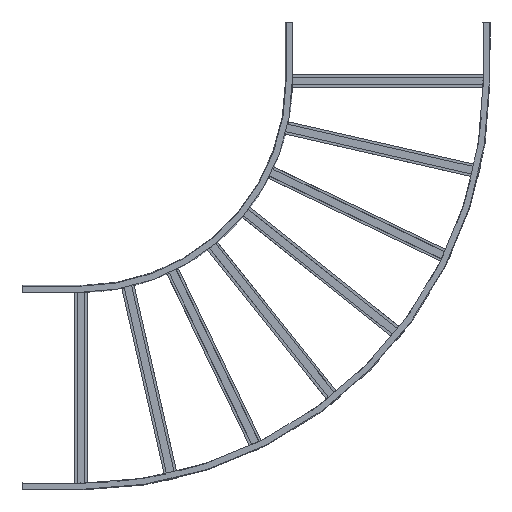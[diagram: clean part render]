
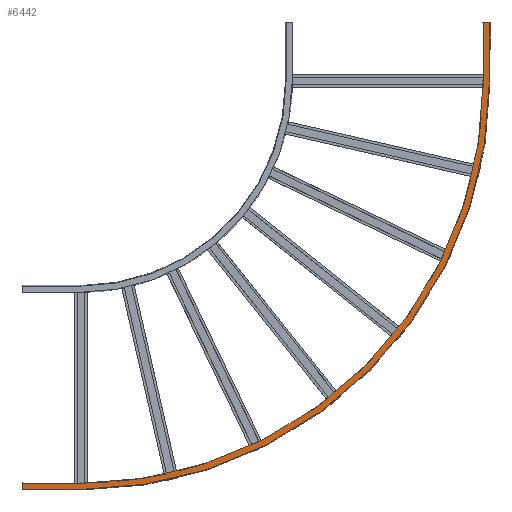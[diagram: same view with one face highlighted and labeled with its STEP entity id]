
A CAD part, front view. The second image highlights one B-rep face of the part: STEP entity #6442.
In plain terms, the highlighted planar face has unit normal (0, -1, 0).
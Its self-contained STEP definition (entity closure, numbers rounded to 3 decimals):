
#278 = DIRECTION ( 'NONE',  ( -1., 0., 0. ) ) ;
#280 = CARTESIAN_POINT ( 'NONE',  ( -600., -42.93, -1353.2 ) ) ;
#283 = CARTESIAN_POINT ( 'NONE',  ( -773., -42.93, -1371.2 ) ) ;
#288 = DIRECTION ( 'NONE',  ( 0., 0., 1. ) ) ;
#289 = CARTESIAN_POINT ( 'NONE',  ( 598.2, -42.93, -173. ) ) ;
#290 = DIRECTION ( 'NONE',  ( 0., 0., 1. ) ) ;
#291 = CARTESIAN_POINT ( 'NONE',  ( 598.2, -42.93, 0. ) ) ;
#292 = DIRECTION ( 'NONE',  ( -1., 0., 0. ) ) ;
#293 = CARTESIAN_POINT ( 'NONE',  ( 580.2, -42.93, -173. ) ) ;
#295 = DIRECTION ( 'NONE',  ( 0., 0., 1. ) ) ;
#558 = FACE_OUTER_BOUND ( 'NONE', #6766, .T. ) ;
#1070 = CIRCLE ( 'NONE', #1420, 1180.2 ) ;
#1129 = CARTESIAN_POINT ( 'NONE',  ( -600., -42.93, -1371.2 ) ) ;
#1133 = PLANE ( 'NONE',  #4310 ) ;
#1135 = DIRECTION ( 'NONE',  ( 0., -1., 0. ) ) ;
#1136 = DIRECTION ( 'NONE',  ( 1., 0., 0. ) ) ;
#1420 = AXIS2_PLACEMENT_3D ( 'NONE', #5568, #5569, #5570 ) ;
#1445 = AXIS2_PLACEMENT_3D ( 'NONE', #6081, #6082, #6083 ) ;
#1796 = CARTESIAN_POINT ( 'NONE',  ( -600., -42.93, -1371.2 ) ) ;
#1805 = CARTESIAN_POINT ( 'NONE',  ( -600., -42.93, -1353.2 ) ) ;
#1808 = CARTESIAN_POINT ( 'NONE',  ( -773., -42.93, -1371.2 ) ) ;
#1810 = CARTESIAN_POINT ( 'NONE',  ( 580.2, -42.93, -173. ) ) ;
#1811 = CARTESIAN_POINT ( 'NONE',  ( 598.2, -42.93, -173. ) ) ;
#1832 = CARTESIAN_POINT ( 'NONE',  ( -773., -42.93, -1353.2 ) ) ;
#1841 = CARTESIAN_POINT ( 'NONE',  ( 598.2, -42.93, 0. ) ) ;
#1844 = CARTESIAN_POINT ( 'NONE',  ( 580.2, -42.93, 0. ) ) ;
#2280 = ORIENTED_EDGE ( 'NONE', *, *, #2737, .F. ) ;
#2281 = ORIENTED_EDGE ( 'NONE', *, *, #8143, .F. ) ;
#2282 = ORIENTED_EDGE ( 'NONE', *, *, #8140, .T. ) ;
#2283 = ORIENTED_EDGE ( 'NONE', *, *, #2738, .T. ) ;
#2284 = ORIENTED_EDGE ( 'NONE', *, *, #2739, .T. ) ;
#2285 = ORIENTED_EDGE ( 'NONE', *, *, #2740, .F. ) ;
#2286 = ORIENTED_EDGE ( 'NONE', *, *, #8045, .F. ) ;
#2287 = ORIENTED_EDGE ( 'NONE', *, *, #2736, .T. ) ;
#2736 = EDGE_CURVE ( 'NONE', #6994, #7021, #3211, .T. ) ;
#2737 = EDGE_CURVE ( 'NONE', #6997, #7021, #3207, .T. ) ;
#2738 = EDGE_CURVE ( 'NONE', #7000, #7030, #3214, .T. ) ;
#2739 = EDGE_CURVE ( 'NONE', #7030, #7033, #3216, .T. ) ;
#2740 = EDGE_CURVE ( 'NONE', #6999, #7033, #3218, .T. ) ;
#3207 = LINE ( 'NONE', #283, #3215 ) ;
#3211 = LINE ( 'NONE', #280, #3213 ) ;
#3213 = VECTOR ( 'NONE', #278, 1000. ) ;
#3214 = LINE ( 'NONE', #289, #3217 ) ;
#3215 = VECTOR ( 'NONE', #288, 1000. ) ;
#3216 = LINE ( 'NONE', #291, #3219 ) ;
#3217 = VECTOR ( 'NONE', #290, 1000. ) ;
#3218 = LINE ( 'NONE', #293, #3221 ) ;
#3219 = VECTOR ( 'NONE', #292, 1000. ) ;
#3221 = VECTOR ( 'NONE', #295, 1000. ) ;
#4310 = AXIS2_PLACEMENT_3D ( 'NONE', #1129, #1135, #1136 ) ;
#5568 = CARTESIAN_POINT ( 'NONE',  ( -600., -42.93, -173. ) ) ;
#5569 = DIRECTION ( 'NONE',  ( 0., -1., 0. ) ) ;
#5570 = DIRECTION ( 'NONE',  ( 1., 0., 0. ) ) ;
#5778 = CIRCLE ( 'NONE', #1445, 1198.2 ) ;
#5781 = LINE ( 'NONE', #6089, #5784 ) ;
#5784 = VECTOR ( 'NONE', #6090, 1000. ) ;
#6081 = CARTESIAN_POINT ( 'NONE',  ( -600., -42.93, -173. ) ) ;
#6082 = DIRECTION ( 'NONE',  ( 0., -1., 0. ) ) ;
#6083 = DIRECTION ( 'NONE',  ( 1., 0., 0. ) ) ;
#6089 = CARTESIAN_POINT ( 'NONE',  ( -600., -42.93, -1371.2 ) ) ;
#6090 = DIRECTION ( 'NONE',  ( -1., 0., 0. ) ) ;
#6442 = ADVANCED_FACE ( 'NONE', ( #558 ), #1133, .T. ) ;
#6766 = EDGE_LOOP ( 'NONE', ( #2280, #2281, #2282, #2283, #2284, #2285, #2286, #2287 ) ) ;
#6985 = VERTEX_POINT ( 'NONE', #1796 ) ;
#6994 = VERTEX_POINT ( 'NONE', #1805 ) ;
#6997 = VERTEX_POINT ( 'NONE', #1808 ) ;
#6999 = VERTEX_POINT ( 'NONE', #1810 ) ;
#7000 = VERTEX_POINT ( 'NONE', #1811 ) ;
#7021 = VERTEX_POINT ( 'NONE', #1832 ) ;
#7030 = VERTEX_POINT ( 'NONE', #1841 ) ;
#7033 = VERTEX_POINT ( 'NONE', #1844 ) ;
#8045 = EDGE_CURVE ( 'NONE', #6994, #6999, #1070, .T. ) ;
#8140 = EDGE_CURVE ( 'NONE', #6985, #7000, #5778, .T. ) ;
#8143 = EDGE_CURVE ( 'NONE', #6985, #6997, #5781, .T. ) ;
